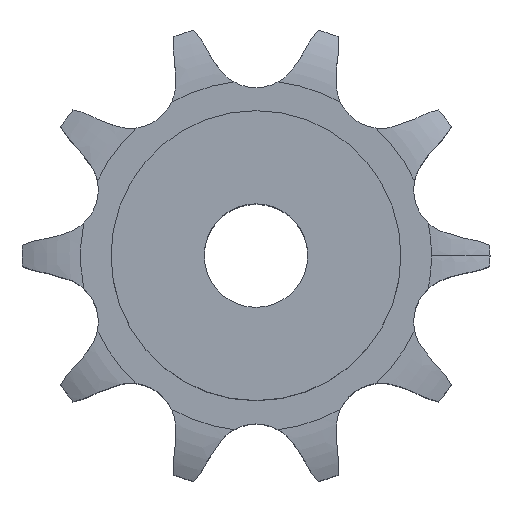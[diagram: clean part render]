
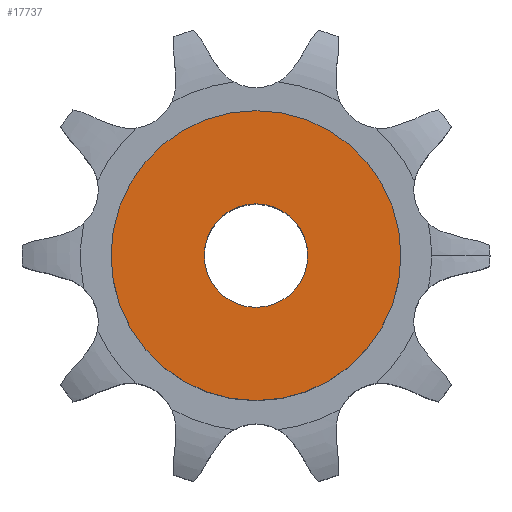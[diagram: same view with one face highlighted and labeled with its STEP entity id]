
A CAD part, top view. The second image highlights one B-rep face of the part: STEP entity #17737.
In plain terms, the highlighted planar face has unit normal (0, 0, 1).
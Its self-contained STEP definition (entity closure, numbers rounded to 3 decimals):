
#9586 = CYLINDRICAL_SURFACE('',#9587,5.);
#9587 = AXIS2_PLACEMENT_3D('',#9588,#9589,#9590);
#9588 = CARTESIAN_POINT('',(0.,0.,82.15));
#9589 = DIRECTION('',(0.,0.,1.));
#9590 = DIRECTION('',(1.,0.,0.));
#12134 = EDGE_CURVE('',#12135,#12135,#12137,.T.);
#12135 = VERTEX_POINT('',#12136);
#12136 = CARTESIAN_POINT('',(5.,0.,32.));
#12137 = SURFACE_CURVE('',#12138,(#12143,#12150),.PCURVE_S1.);
#12138 = CIRCLE('',#12139,5.);
#12139 = AXIS2_PLACEMENT_3D('',#12140,#12141,#12142);
#12140 = CARTESIAN_POINT('',(0.,0.,32.));
#12141 = DIRECTION('',(0.,0.,1.));
#12142 = DIRECTION('',(1.,0.,0.));
#12143 = PCURVE('',#9586,#12144);
#12144 = DEFINITIONAL_REPRESENTATION('',(#12145),#12149);
#12145 = LINE('',#12146,#12147);
#12146 = CARTESIAN_POINT('',(0.,-50.15));
#12147 = VECTOR('',#12148,1.);
#12148 = DIRECTION('',(1.,0.));
#12149 = ( GEOMETRIC_REPRESENTATION_CONTEXT(2) 
PARAMETRIC_REPRESENTATION_CONTEXT() REPRESENTATION_CONTEXT('2D SPACE',''
  ) );
#12150 = PCURVE('',#12151,#12156);
#12151 = PLANE('',#12152);
#12152 = AXIS2_PLACEMENT_3D('',#12153,#12154,#12155);
#12153 = CARTESIAN_POINT('',(0.,0.,32.)
  );
#12154 = DIRECTION('',(0.,0.,1.));
#12155 = DIRECTION('',(1.,0.,0.));
#12156 = DEFINITIONAL_REPRESENTATION('',(#12157),#12161);
#12157 = CIRCLE('',#12158,5.);
#12158 = AXIS2_PLACEMENT_2D('',#12159,#12160);
#12159 = CARTESIAN_POINT('',(0.,0.));
#12160 = DIRECTION('',(1.,0.));
#12161 = ( GEOMETRIC_REPRESENTATION_CONTEXT(2) 
PARAMETRIC_REPRESENTATION_CONTEXT() REPRESENTATION_CONTEXT('2D SPACE',''
  ) );
#17737 = ADVANCED_FACE('',(#17738,#17769),#12151,.T.);
#17738 = FACE_BOUND('',#17739,.T.);
#17739 = EDGE_LOOP('',(#17740));
#17740 = ORIENTED_EDGE('',*,*,#17741,.T.);
#17741 = EDGE_CURVE('',#17742,#17742,#17744,.T.);
#17742 = VERTEX_POINT('',#17743);
#17743 = CARTESIAN_POINT('',(14.,0.,32.));
#17744 = SURFACE_CURVE('',#17745,(#17750,#17757),.PCURVE_S1.);
#17745 = CIRCLE('',#17746,14.);
#17746 = AXIS2_PLACEMENT_3D('',#17747,#17748,#17749);
#17747 = CARTESIAN_POINT('',(0.,0.,32.));
#17748 = DIRECTION('',(0.,0.,1.));
#17749 = DIRECTION('',(1.,0.,0.));
#17750 = PCURVE('',#12151,#17751);
#17751 = DEFINITIONAL_REPRESENTATION('',(#17752),#17756);
#17752 = CIRCLE('',#17753,14.);
#17753 = AXIS2_PLACEMENT_2D('',#17754,#17755);
#17754 = CARTESIAN_POINT('',(0.,0.));
#17755 = DIRECTION('',(1.,0.));
#17756 = ( GEOMETRIC_REPRESENTATION_CONTEXT(2) 
PARAMETRIC_REPRESENTATION_CONTEXT() REPRESENTATION_CONTEXT('2D SPACE',''
  ) );
#17757 = PCURVE('',#17758,#17763);
#17758 = CYLINDRICAL_SURFACE('',#17759,14.);
#17759 = AXIS2_PLACEMENT_3D('',#17760,#17761,#17762);
#17760 = CARTESIAN_POINT('',(0.,0.,0.));
#17761 = DIRECTION('',(-0.,-0.,-1.));
#17762 = DIRECTION('',(1.,0.,0.));
#17763 = DEFINITIONAL_REPRESENTATION('',(#17764),#17768);
#17764 = LINE('',#17765,#17766);
#17765 = CARTESIAN_POINT('',(-0.,-32.));
#17766 = VECTOR('',#17767,1.);
#17767 = DIRECTION('',(-1.,0.));
#17768 = ( GEOMETRIC_REPRESENTATION_CONTEXT(2) 
PARAMETRIC_REPRESENTATION_CONTEXT() REPRESENTATION_CONTEXT('2D SPACE',''
  ) );
#17769 = FACE_BOUND('',#17770,.T.);
#17770 = EDGE_LOOP('',(#17771));
#17771 = ORIENTED_EDGE('',*,*,#12134,.F.);
